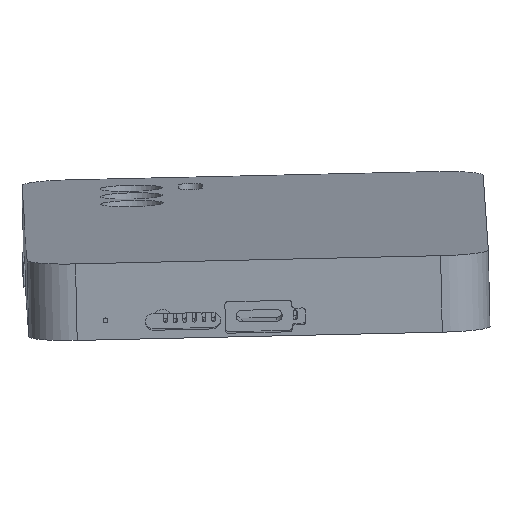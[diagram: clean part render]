
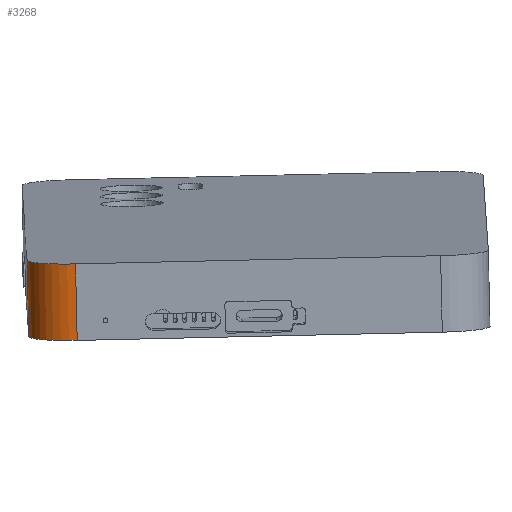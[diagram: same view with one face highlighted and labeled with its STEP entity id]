
A CAD part, front view. The second image highlights one B-rep face of the part: STEP entity #3268.
In plain terms, the highlighted cylindrical face has radius 5 mm (diameter 10 mm), a partial arc.
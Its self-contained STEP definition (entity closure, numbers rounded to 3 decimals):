
#216 = AXIS2_PLACEMENT_3D ( 'NONE', #3921, #3834, #5223 ) ;
#432 = EDGE_CURVE ( 'NONE', #4100, #5225, #5468, .T. ) ;
#1437 = DIRECTION ( 'NONE',  ( 0., 0., -1. ) ) ;
#1468 = EDGE_CURVE ( 'NONE', #4861, #4100, #8471, .T. ) ;
#1570 = ORIENTED_EDGE ( 'NONE', *, *, #4093, .F. ) ;
#1745 = ORIENTED_EDGE ( 'NONE', *, *, #7851, .F. ) ;
#2018 = CARTESIAN_POINT ( 'NONE',  ( -11.709, -32.199, 0. ) ) ;
#2076 = CARTESIAN_POINT ( 'NONE',  ( -6.709, -27.199, 8. ) ) ;
#2939 = AXIS2_PLACEMENT_3D ( 'NONE', #5290, #7426, #8044 ) ;
#3031 = VECTOR ( 'NONE', #7151, 1000. ) ;
#3268 = ADVANCED_FACE ( 'NONE', ( #5174 ), #5686, .T. ) ;
#3647 = EDGE_LOOP ( 'NONE', ( #1745, #1570, #5165, #4868 ) ) ;
#3736 = CARTESIAN_POINT ( 'NONE',  ( -11.709, -27.199, 8. ) ) ;
#3834 = DIRECTION ( 'NONE',  ( 0., 0., 1. ) ) ;
#3921 = CARTESIAN_POINT ( 'NONE',  ( -11.709, -27.199, 8. ) ) ;
#4093 = EDGE_CURVE ( 'NONE', #5225, #6988, #4833, .T. ) ;
#4100 = VERTEX_POINT ( 'NONE', #5064 ) ;
#4175 = CARTESIAN_POINT ( 'NONE',  ( -11.709, -32.199, 8. ) ) ;
#4833 = LINE ( 'NONE', #8465, #3031 ) ;
#4861 = VERTEX_POINT ( 'NONE', #7638 ) ;
#4868 = ORIENTED_EDGE ( 'NONE', *, *, #1468, .F. ) ;
#4929 = DIRECTION ( 'NONE',  ( 0., 0., -1. ) ) ;
#5064 = CARTESIAN_POINT ( 'NONE',  ( -6.709, -27.199, 0. ) ) ;
#5165 = ORIENTED_EDGE ( 'NONE', *, *, #432, .F. ) ;
#5174 = FACE_OUTER_BOUND ( 'NONE', #3647, .T. ) ;
#5223 = DIRECTION ( 'NONE',  ( 1., 0., 0. ) ) ;
#5225 = VERTEX_POINT ( 'NONE', #2018 ) ;
#5290 = CARTESIAN_POINT ( 'NONE',  ( -11.709, -27.199, 0. ) ) ;
#5468 = CIRCLE ( 'NONE', #2939, 5. ) ;
#5686 = CYLINDRICAL_SURFACE ( 'NONE', #7327, 5. ) ;
#6988 = VERTEX_POINT ( 'NONE', #4175 ) ;
#7151 = DIRECTION ( 'NONE',  ( 0., 0., 1. ) ) ;
#7267 = DIRECTION ( 'NONE',  ( -1., 0., 0. ) ) ;
#7327 = AXIS2_PLACEMENT_3D ( 'NONE', #3736, #1437, #7267 ) ;
#7426 = DIRECTION ( 'NONE',  ( 0., 0., -1. ) ) ;
#7638 = CARTESIAN_POINT ( 'NONE',  ( -6.709, -27.199, 8. ) ) ;
#7851 = EDGE_CURVE ( 'NONE', #6988, #4861, #8266, .T. ) ;
#8044 = DIRECTION ( 'NONE',  ( 1., 0., 0. ) ) ;
#8266 = CIRCLE ( 'NONE', #216, 5. ) ;
#8465 = CARTESIAN_POINT ( 'NONE',  ( -11.709, -32.199, 8. ) ) ;
#8471 = LINE ( 'NONE', #2076, #8785 ) ;
#8785 = VECTOR ( 'NONE', #4929, 1000. ) ;
